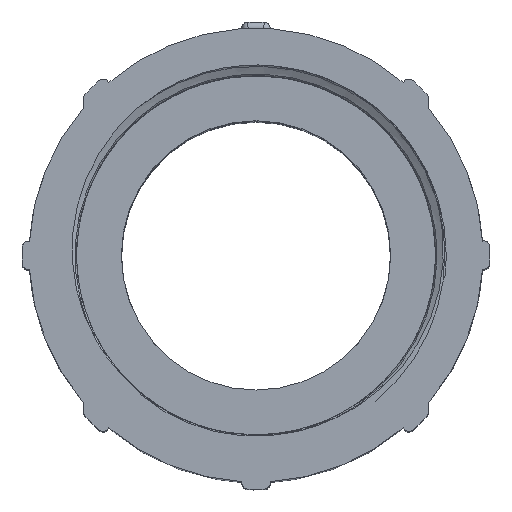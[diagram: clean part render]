
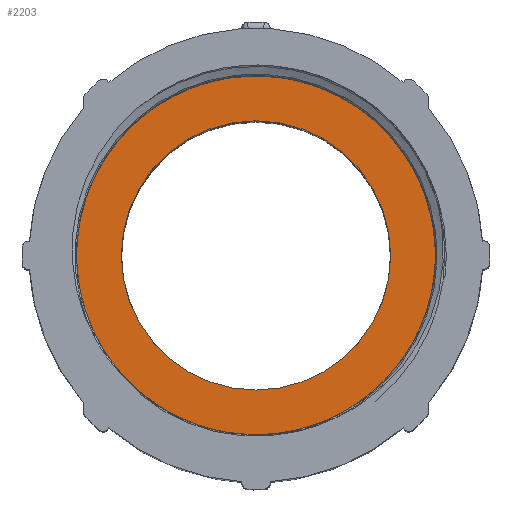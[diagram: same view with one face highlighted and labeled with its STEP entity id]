
A CAD part, top view. The second image highlights one B-rep face of the part: STEP entity #2203.
In plain terms, the highlighted planar face has unit normal (0, 0, 1).
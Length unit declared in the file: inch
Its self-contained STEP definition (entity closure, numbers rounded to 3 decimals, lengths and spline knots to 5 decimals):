
#67=FACE_BOUND('',#275,.T.);
#73=PLANE('',#2393);
#128=FACE_OUTER_BOUND('',#274,.T.);
#274=EDGE_LOOP('',(#1580));
#275=EDGE_LOOP('',(#1581));
#405=CIRCLE('',#2355,0.88907);
#435=CIRCLE('',#2390,0.666);
#896=VERTEX_POINT('',#3689);
#949=VERTEX_POINT('',#7911);
#1111=EDGE_CURVE('',#896,#896,#405,.T.);
#1175=EDGE_CURVE('',#949,#949,#435,.T.);
#1580=ORIENTED_EDGE('',*,*,#1111,.T.);
#1581=ORIENTED_EDGE('',*,*,#1175,.T.);
#2203=ADVANCED_FACE('',(#128,#67),#73,.T.);
#2355=AXIS2_PLACEMENT_3D('',#3712,#2688,#2689);
#2390=AXIS2_PLACEMENT_3D('',#7912,#2772,#2773);
#2393=AXIS2_PLACEMENT_3D('',#7918,#2779,#2780);
#2688=DIRECTION('center_axis',(0.,0.,1.));
#2689=DIRECTION('ref_axis',(-1.,0.,0.));
#2772=DIRECTION('center_axis',(0.,0.,-1.));
#2773=DIRECTION('ref_axis',(-1.,0.,0.));
#2779=DIRECTION('center_axis',(0.,0.,1.));
#2780=DIRECTION('ref_axis',(-1.,0.,0.));
#3689=CARTESIAN_POINT('',(0.8855,0.00923,0.00079));
#3712=CARTESIAN_POINT('Origin',(-0.00358,0.00923,
0.00079));
#7911=CARTESIAN_POINT('',(0.66242,0.00923,0.00079));
#7912=CARTESIAN_POINT('Origin',(-0.00358,0.00923,
0.00079));
#7918=CARTESIAN_POINT('Origin',(-0.00358,0.00923,
0.00079));
